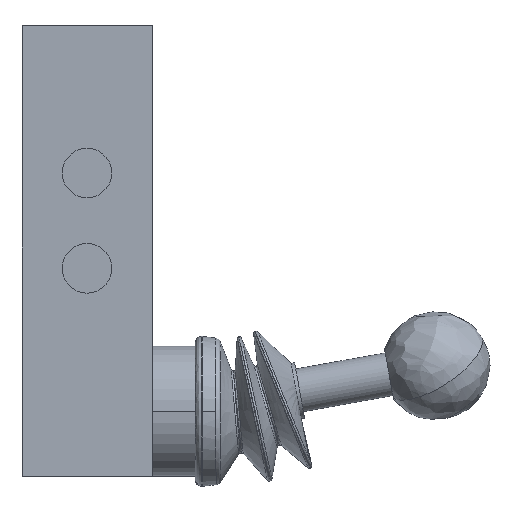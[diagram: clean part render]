
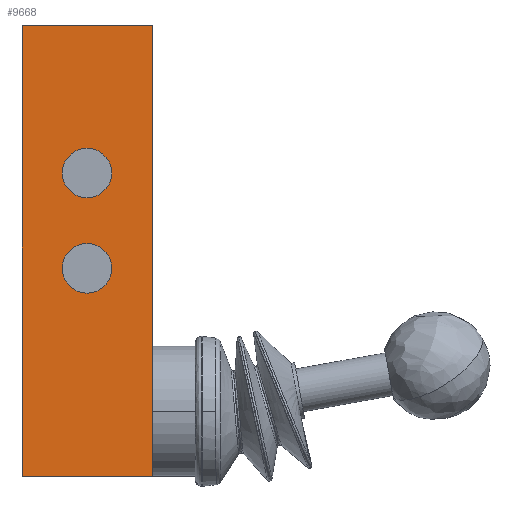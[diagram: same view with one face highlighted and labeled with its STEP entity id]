
A CAD part, front view. The second image highlights one B-rep face of the part: STEP entity #9668.
In plain terms, the highlighted planar face has unit normal (0, -1, 0).
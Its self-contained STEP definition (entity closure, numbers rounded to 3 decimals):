
#19 = VERTEX_POINT ( 'NONE', #10501 ) ;
#735 = EDGE_CURVE ( 'NONE', #10241, #3955, #1398, .T. ) ;
#1398 = CIRCLE ( 'NONE', #1399, 5.723 ) ;
#1399 = AXIS2_PLACEMENT_3D ( 'NONE', #1400, #1401, #1402 ) ;
#1400 = CARTESIAN_POINT ( 'NONE',  ( 0., -25., 70. ) ) ;
#1401 = DIRECTION ( 'NONE',  ( 0., 1., 0. ) ) ;
#1402 = DIRECTION ( 'NONE',  ( 0., 0., -1. ) ) ;
#1427 = CARTESIAN_POINT ( 'NONE',  ( -15., -25., 0. ) ) ;
#1891 = ORIENTED_EDGE ( 'NONE', *, *, #9986, .T. ) ;
#2108 = ORIENTED_EDGE ( 'NONE', *, *, #9783, .T. ) ;
#2241 = VERTEX_POINT ( 'NONE', #2947 ) ;
#2348 = ORIENTED_EDGE ( 'NONE', *, *, #9940, .T. ) ;
#2588 = EDGE_LOOP ( 'NONE', ( #10237, #10306 ) ) ;
#2947 = CARTESIAN_POINT ( 'NONE',  ( 15., -25., 104. ) ) ;
#3290 = CARTESIAN_POINT ( 'NONE',  ( 0., -25., 53.723 ) ) ;
#3699 = LINE ( 'NONE', #3700, #3701 ) ;
#3700 = CARTESIAN_POINT ( 'NONE',  ( 15., -25., 0. ) ) ;
#3701 = VECTOR ( 'NONE', #3702, 1000. ) ;
#3702 = DIRECTION ( 'NONE',  ( 1., 0., 0. ) ) ;
#3855 = FACE_OUTER_BOUND ( 'NONE', #9697, .T. ) ;
#3856 = FACE_BOUND ( 'NONE', #2588, .T. ) ;
#3857 = FACE_BOUND ( 'NONE', #10343, .T. ) ;
#3858 = PLANE ( 'NONE',  #3859 ) ;
#3859 = AXIS2_PLACEMENT_3D ( 'NONE', #3860, #3861, #3862 ) ;
#3860 = CARTESIAN_POINT ( 'NONE',  ( 15., -25., 0. ) ) ;
#3861 = DIRECTION ( 'NONE',  ( 0., -1., 0. ) ) ;
#3862 = DIRECTION ( 'NONE',  ( 0., 0., -1. ) ) ;
#3955 = VERTEX_POINT ( 'NONE', #4607 ) ;
#4602 = CIRCLE ( 'NONE', #4603, 5.722 ) ;
#4603 = AXIS2_PLACEMENT_3D ( 'NONE', #4604, #4605, #4606 ) ;
#4604 = CARTESIAN_POINT ( 'NONE',  ( 0., -25., 48. ) ) ;
#4605 = DIRECTION ( 'NONE',  ( 0., 1., 0. ) ) ;
#4606 = DIRECTION ( 'NONE',  ( 0., 0., -1. ) ) ;
#4607 = CARTESIAN_POINT ( 'NONE',  ( 0., -25., 75.723 ) ) ;
#5577 = LINE ( 'NONE', #5578, #5579 ) ;
#5578 = CARTESIAN_POINT ( 'NONE',  ( 15., -25., 104. ) ) ;
#5579 = VECTOR ( 'NONE', #5580, 1000. ) ;
#5580 = DIRECTION ( 'NONE',  ( -1., 0., 0. ) ) ;
#5606 = VERTEX_POINT ( 'NONE', #5968 ) ;
#5777 = LINE ( 'NONE', #5778, #5779 ) ;
#5778 = CARTESIAN_POINT ( 'NONE',  ( 15., -25., 0. ) ) ;
#5779 = VECTOR ( 'NONE', #5780, 1000. ) ;
#5780 = DIRECTION ( 'NONE',  ( 0., 0., 1. ) ) ;
#5965 = ORIENTED_EDGE ( 'NONE', *, *, #6276, .F. ) ;
#5968 = CARTESIAN_POINT ( 'NONE',  ( 0., -25., 42.278 ) ) ;
#6276 = EDGE_CURVE ( 'NONE', #9324, #7165, #6833, .T. ) ;
#6624 = CIRCLE ( 'NONE', #6625, 5.723 ) ;
#6625 = AXIS2_PLACEMENT_3D ( 'NONE', #6626, #6631, #6632 ) ;
#6626 = CARTESIAN_POINT ( 'NONE',  ( 0., -25., 70. ) ) ;
#6631 = DIRECTION ( 'NONE',  ( 0., 1., 0. ) ) ;
#6632 = DIRECTION ( 'NONE',  ( 0., 0., -1. ) ) ;
#6704 = EDGE_CURVE ( 'NONE', #5606, #9580, #7169, .T. ) ;
#6762 = ORIENTED_EDGE ( 'NONE', *, *, #9654, .T. ) ;
#6833 = LINE ( 'NONE', #6834, #6840 ) ;
#6834 = CARTESIAN_POINT ( 'NONE',  ( -15., -25., 0. ) ) ;
#6840 = VECTOR ( 'NONE', #6841, 1000. ) ;
#6841 = DIRECTION ( 'NONE',  ( 0., 0., 1. ) ) ;
#7165 = VERTEX_POINT ( 'NONE', #7444 ) ;
#7169 = CIRCLE ( 'NONE', #7170, 5.722 ) ;
#7170 = AXIS2_PLACEMENT_3D ( 'NONE', #7171, #7172, #7173 ) ;
#7171 = CARTESIAN_POINT ( 'NONE',  ( 0., -25., 48. ) ) ;
#7172 = DIRECTION ( 'NONE',  ( 0., 1., 0. ) ) ;
#7173 = DIRECTION ( 'NONE',  ( 0., 0., -1. ) ) ;
#7444 = CARTESIAN_POINT ( 'NONE',  ( -15., -25., 104. ) ) ;
#7547 = CARTESIAN_POINT ( 'NONE',  ( 0., -25., 64.278 ) ) ;
#9324 = VERTEX_POINT ( 'NONE', #1427 ) ;
#9580 = VERTEX_POINT ( 'NONE', #3290 ) ;
#9654 = EDGE_CURVE ( 'NONE', #9324, #19, #3699, .T. ) ;
#9668 = ADVANCED_FACE ( 'NONE', ( #3855, #3856, #3857 ), #3858, .T. ) ;
#9697 = EDGE_LOOP ( 'NONE', ( #5965, #6762, #1891, #2348 ) ) ;
#9783 = EDGE_CURVE ( 'NONE', #9580, #5606, #4602, .T. ) ;
#9940 = EDGE_CURVE ( 'NONE', #2241, #7165, #5577, .T. ) ;
#9986 = EDGE_CURVE ( 'NONE', #19, #2241, #5777, .T. ) ;
#10085 = EDGE_CURVE ( 'NONE', #3955, #10241, #6624, .T. ) ;
#10237 = ORIENTED_EDGE ( 'NONE', *, *, #735, .T. ) ;
#10241 = VERTEX_POINT ( 'NONE', #7547 ) ;
#10306 = ORIENTED_EDGE ( 'NONE', *, *, #10085, .T. ) ;
#10343 = EDGE_LOOP ( 'NONE', ( #10402, #2108 ) ) ;
#10402 = ORIENTED_EDGE ( 'NONE', *, *, #6704, .T. ) ;
#10501 = CARTESIAN_POINT ( 'NONE',  ( 15., -25., 0. ) ) ;
